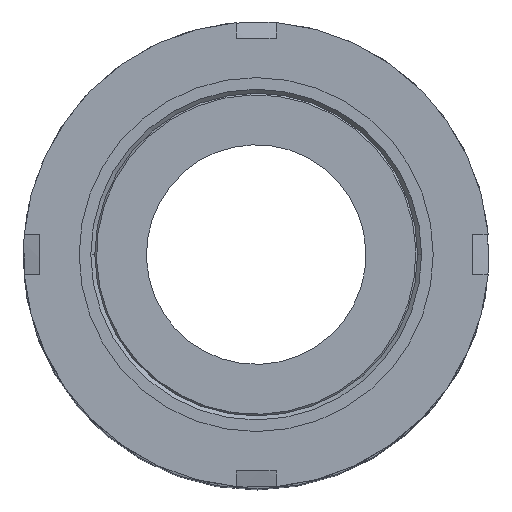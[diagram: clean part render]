
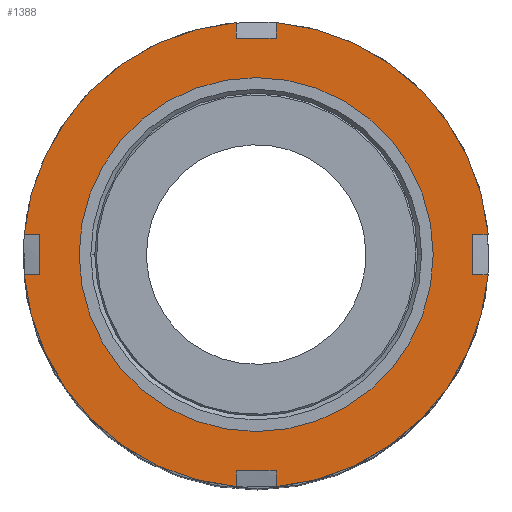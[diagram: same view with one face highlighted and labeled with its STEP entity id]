
A CAD part, front view. The second image highlights one B-rep face of the part: STEP entity #1388.
In plain terms, the highlighted planar face has unit normal (0, -1, 0).
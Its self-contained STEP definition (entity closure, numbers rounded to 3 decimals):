
#38 = EDGE_CURVE ( 'NONE', #1697, #1432, #1994, .T. ) ;
#54 = DIRECTION ( 'NONE',  ( 0., 0., -1. ) ) ;
#62 = LINE ( 'NONE', #217, #1315 ) ;
#67 = DIRECTION ( 'NONE',  ( -1., 0., 0. ) ) ;
#80 = LINE ( 'NONE', #4086, #3561 ) ;
#90 = DIRECTION ( 'NONE',  ( -1., 0., 0. ) ) ;
#103 = ORIENTED_EDGE ( 'NONE', *, *, #1814, .F. ) ;
#130 = DIRECTION ( 'NONE',  ( -1., 0., 0. ) ) ;
#150 = EDGE_CURVE ( 'NONE', #2860, #1914, #3992, .T. ) ;
#167 = ORIENTED_EDGE ( 'NONE', *, *, #3154, .T. ) ;
#191 = EDGE_LOOP ( 'NONE', ( #3863, #1648, #786, #2335, #2920, #1348, #897, #103, #3398, #1195, #3582, #2650, #2001, #1116, #167, #1700 ) ) ;
#217 = CARTESIAN_POINT ( 'NONE',  ( 3., -23.269, 0. ) ) ;
#281 = VECTOR ( 'NONE', #697, 1000. ) ;
#372 = CARTESIAN_POINT ( 'NONE',  ( 32.5, -23.269, 3. ) ) ;
#380 = LINE ( 'NONE', #1821, #957 ) ;
#390 = DIRECTION ( 'NONE',  ( -1., 0., 0. ) ) ;
#448 = CARTESIAN_POINT ( 'NONE',  ( -32.5, -23.269, -3. ) ) ;
#468 = CARTESIAN_POINT ( 'NONE',  ( 0., -23.269, 0. ) ) ;
#588 = CARTESIAN_POINT ( 'NONE',  ( 26.6, -23.269, -3. ) ) ;
#643 = CIRCLE ( 'NONE', #3623, 35. ) ;
#697 = DIRECTION ( 'NONE',  ( 0., 0., 1. ) ) ;
#735 = VECTOR ( 'NONE', #3335, 1000. ) ;
#770 = DIRECTION ( 'NONE',  ( 1., 0., 0. ) ) ;
#786 = ORIENTED_EDGE ( 'NONE', *, *, #2477, .T. ) ;
#802 = CARTESIAN_POINT ( 'NONE',  ( -3., -23.269, 34.871 ) ) ;
#875 = CARTESIAN_POINT ( 'NONE',  ( -3., -23.269, -32.5 ) ) ;
#897 = ORIENTED_EDGE ( 'NONE', *, *, #3462, .T. ) ;
#912 = CIRCLE ( 'NONE', #2345, 35. ) ;
#957 = VECTOR ( 'NONE', #1164, 1000. ) ;
#994 = LINE ( 'NONE', #3100, #3347 ) ;
#1004 = CARTESIAN_POINT ( 'NONE',  ( -32.5, -23.269, 0. ) ) ;
#1022 = CARTESIAN_POINT ( 'NONE',  ( 34.871, -23.269, -3. ) ) ;
#1052 = VECTOR ( 'NONE', #67, 1000. ) ;
#1102 = VECTOR ( 'NONE', #3932, 1000. ) ;
#1116 = ORIENTED_EDGE ( 'NONE', *, *, #2362, .F. ) ;
#1164 = DIRECTION ( 'NONE',  ( 1., 0., 0. ) ) ;
#1195 = ORIENTED_EDGE ( 'NONE', *, *, #1940, .F. ) ;
#1315 = VECTOR ( 'NONE', #3178, 1000. ) ;
#1348 = ORIENTED_EDGE ( 'NONE', *, *, #2588, .F. ) ;
#1369 = CARTESIAN_POINT ( 'NONE',  ( 26.6, -23.269, 0. ) ) ;
#1386 = EDGE_CURVE ( 'NONE', #2278, #2297, #1390, .T. ) ;
#1388 = ADVANCED_FACE ( 'NONE', ( #2982, #3254 ), #3463, .F. ) ;
#1390 = LINE ( 'NONE', #3819, #3872 ) ;
#1399 = DIRECTION ( 'NONE',  ( 0., 1., 0. ) ) ;
#1414 = CARTESIAN_POINT ( 'NONE',  ( -3., -23.269, -34.871 ) ) ;
#1429 = DIRECTION ( 'NONE',  ( 0., 1., 0. ) ) ;
#1432 = VERTEX_POINT ( 'NONE', #1414 ) ;
#1488 = CARTESIAN_POINT ( 'NONE',  ( 3., -23.269, -32.5 ) ) ;
#1491 = VECTOR ( 'NONE', #2112, 1000. ) ;
#1505 = AXIS2_PLACEMENT_3D ( 'NONE', #3440, #1399, #3770 ) ;
#1648 = ORIENTED_EDGE ( 'NONE', *, *, #2610, .F. ) ;
#1697 = VERTEX_POINT ( 'NONE', #875 ) ;
#1700 = ORIENTED_EDGE ( 'NONE', *, *, #2340, .F. ) ;
#1772 = CARTESIAN_POINT ( 'NONE',  ( 0., -23.269, 0. ) ) ;
#1780 = EDGE_CURVE ( 'NONE', #2282, #3074, #2182, .T. ) ;
#1814 = EDGE_CURVE ( 'NONE', #2539, #3143, #1981, .T. ) ;
#1821 = CARTESIAN_POINT ( 'NONE',  ( 0., -23.269, 32.5 ) ) ;
#1849 = CARTESIAN_POINT ( 'NONE',  ( 0., -23.269, 0. ) ) ;
#1860 = CARTESIAN_POINT ( 'NONE',  ( -26.6, -23.269, 0. ) ) ;
#1914 = VERTEX_POINT ( 'NONE', #1369 ) ;
#1940 = EDGE_CURVE ( 'NONE', #2278, #3096, #80, .T. ) ;
#1967 = VERTEX_POINT ( 'NONE', #3764 ) ;
#1981 = CIRCLE ( 'NONE', #3784, 35. ) ;
#1994 = LINE ( 'NONE', #3908, #3942 ) ;
#2000 = VERTEX_POINT ( 'NONE', #448 ) ;
#2001 = ORIENTED_EDGE ( 'NONE', *, *, #3187, .F. ) ;
#2009 = CARTESIAN_POINT ( 'NONE',  ( 0., -23.269, 0. ) ) ;
#2045 = VERTEX_POINT ( 'NONE', #3448 ) ;
#2112 = DIRECTION ( 'NONE',  ( 1., 0., 0. ) ) ;
#2131 = DIRECTION ( 'NONE',  ( 0., 1., 0. ) ) ;
#2182 = LINE ( 'NONE', #3367, #1052 ) ;
#2278 = VERTEX_POINT ( 'NONE', #372 ) ;
#2282 = VERTEX_POINT ( 'NONE', #2782 ) ;
#2297 = VERTEX_POINT ( 'NONE', #2466 ) ;
#2301 = EDGE_CURVE ( 'NONE', #3096, #2539, #2512, .T. ) ;
#2317 = EDGE_CURVE ( 'NONE', #1432, #2045, #912, .T. ) ;
#2319 = CARTESIAN_POINT ( 'NONE',  ( 0., -23.269, 0. ) ) ;
#2321 = CARTESIAN_POINT ( 'NONE',  ( -3., -23.269, 0. ) ) ;
#2335 = ORIENTED_EDGE ( 'NONE', *, *, #2317, .F. ) ;
#2340 = EDGE_CURVE ( 'NONE', #3074, #3710, #643, .T. ) ;
#2345 = AXIS2_PLACEMENT_3D ( 'NONE', #468, #2540, #130 ) ;
#2348 = CIRCLE ( 'NONE', #1505, 26.6 ) ;
#2352 = DIRECTION ( 'NONE',  ( 0., 0., 1. ) ) ;
#2362 = EDGE_CURVE ( 'NONE', #4253, #3832, #380, .T. ) ;
#2447 = LINE ( 'NONE', #2321, #735 ) ;
#2451 = AXIS2_PLACEMENT_3D ( 'NONE', #1772, #2131, #90 ) ;
#2466 = CARTESIAN_POINT ( 'NONE',  ( 34.871, -23.269, 3. ) ) ;
#2477 = EDGE_CURVE ( 'NONE', #2000, #2045, #2710, .T. ) ;
#2512 = LINE ( 'NONE', #3079, #1491 ) ;
#2539 = VERTEX_POINT ( 'NONE', #1022 ) ;
#2540 = DIRECTION ( 'NONE',  ( 0., 1., 0. ) ) ;
#2588 = EDGE_CURVE ( 'NONE', #2880, #1697, #4280, .T. ) ;
#2610 = EDGE_CURVE ( 'NONE', #2000, #2282, #2842, .T. ) ;
#2650 = ORIENTED_EDGE ( 'NONE', *, *, #3289, .F. ) ;
#2684 = DIRECTION ( 'NONE',  ( 0., 1., 0. ) ) ;
#2710 = LINE ( 'NONE', #588, #1102 ) ;
#2736 = DIRECTION ( 'NONE',  ( 0., 1., 0. ) ) ;
#2778 = CARTESIAN_POINT ( 'NONE',  ( 26.6, -23.269, 0. ) ) ;
#2782 = CARTESIAN_POINT ( 'NONE',  ( -32.5, -23.269, 3. ) ) ;
#2842 = LINE ( 'NONE', #1004, #281 ) ;
#2860 = VERTEX_POINT ( 'NONE', #1860 ) ;
#2867 = AXIS2_PLACEMENT_3D ( 'NONE', #2778, #1429, #3804 ) ;
#2880 = VERTEX_POINT ( 'NONE', #1488 ) ;
#2908 = ORIENTED_EDGE ( 'NONE', *, *, #3818, .T. ) ;
#2920 = ORIENTED_EDGE ( 'NONE', *, *, #38, .F. ) ;
#2982 = FACE_BOUND ( 'NONE', #3847, .T. ) ;
#3015 = CIRCLE ( 'NONE', #2451, 35. ) ;
#3074 = VERTEX_POINT ( 'NONE', #3601 ) ;
#3079 = CARTESIAN_POINT ( 'NONE',  ( 26.6, -23.269, -3. ) ) ;
#3080 = CARTESIAN_POINT ( 'NONE',  ( -3., -23.269, 32.5 ) ) ;
#3096 = VERTEX_POINT ( 'NONE', #3911 ) ;
#3100 = CARTESIAN_POINT ( 'NONE',  ( 3., -23.269, 0. ) ) ;
#3143 = VERTEX_POINT ( 'NONE', #4019 ) ;
#3154 = EDGE_CURVE ( 'NONE', #4253, #3710, #2447, .T. ) ;
#3177 = DIRECTION ( 'NONE',  ( 0., 1., 0. ) ) ;
#3178 = DIRECTION ( 'NONE',  ( 0., 0., -1. ) ) ;
#3187 = EDGE_CURVE ( 'NONE', #3832, #1967, #994, .T. ) ;
#3191 = DIRECTION ( 'NONE',  ( -1., 0., 0. ) ) ;
#3254 = FACE_OUTER_BOUND ( 'NONE', #191, .T. ) ;
#3267 = CARTESIAN_POINT ( 'NONE',  ( 3., -23.269, 32.5 ) ) ;
#3289 = EDGE_CURVE ( 'NONE', #1967, #2297, #3015, .T. ) ;
#3335 = DIRECTION ( 'NONE',  ( 0., 0., 1. ) ) ;
#3337 = ORIENTED_EDGE ( 'NONE', *, *, #150, .T. ) ;
#3347 = VECTOR ( 'NONE', #2352, 1000. ) ;
#3367 = CARTESIAN_POINT ( 'NONE',  ( 26.6, -23.269, 3. ) ) ;
#3398 = ORIENTED_EDGE ( 'NONE', *, *, #2301, .F. ) ;
#3440 = CARTESIAN_POINT ( 'NONE',  ( 0., -23.269, 0. ) ) ;
#3448 = CARTESIAN_POINT ( 'NONE',  ( -34.871, -23.269, -3. ) ) ;
#3462 = EDGE_CURVE ( 'NONE', #2880, #3143, #62, .T. ) ;
#3463 = PLANE ( 'NONE',  #2867 ) ;
#3561 = VECTOR ( 'NONE', #54, 1000. ) ;
#3582 = ORIENTED_EDGE ( 'NONE', *, *, #1386, .T. ) ;
#3601 = CARTESIAN_POINT ( 'NONE',  ( -34.871, -23.269, 3. ) ) ;
#3613 = CARTESIAN_POINT ( 'NONE',  ( 0., -23.269, -32.5 ) ) ;
#3618 = AXIS2_PLACEMENT_3D ( 'NONE', #2319, #2684, #3693 ) ;
#3623 = AXIS2_PLACEMENT_3D ( 'NONE', #1849, #3177, #3191 ) ;
#3693 = DIRECTION ( 'NONE',  ( -1., 0., 0. ) ) ;
#3710 = VERTEX_POINT ( 'NONE', #802 ) ;
#3764 = CARTESIAN_POINT ( 'NONE',  ( 3., -23.269, 34.871 ) ) ;
#3770 = DIRECTION ( 'NONE',  ( -1., 0., 0. ) ) ;
#3784 = AXIS2_PLACEMENT_3D ( 'NONE', #2009, #2736, #390 ) ;
#3804 = DIRECTION ( 'NONE',  ( -1., 0., 0. ) ) ;
#3818 = EDGE_CURVE ( 'NONE', #1914, #2860, #2348, .T. ) ;
#3819 = CARTESIAN_POINT ( 'NONE',  ( 26.6, -23.269, 3. ) ) ;
#3832 = VERTEX_POINT ( 'NONE', #3267 ) ;
#3847 = EDGE_LOOP ( 'NONE', ( #3337, #2908 ) ) ;
#3863 = ORIENTED_EDGE ( 'NONE', *, *, #1780, .F. ) ;
#3872 = VECTOR ( 'NONE', #770, 1000. ) ;
#3908 = CARTESIAN_POINT ( 'NONE',  ( -3., -23.269, 0. ) ) ;
#3911 = CARTESIAN_POINT ( 'NONE',  ( 32.5, -23.269, -3. ) ) ;
#3925 = VECTOR ( 'NONE', #3950, 1000. ) ;
#3932 = DIRECTION ( 'NONE',  ( -1., 0., 0. ) ) ;
#3942 = VECTOR ( 'NONE', #4236, 1000. ) ;
#3950 = DIRECTION ( 'NONE',  ( -1., 0., 0. ) ) ;
#3992 = CIRCLE ( 'NONE', #3618, 26.6 ) ;
#4019 = CARTESIAN_POINT ( 'NONE',  ( 3., -23.269, -34.871 ) ) ;
#4086 = CARTESIAN_POINT ( 'NONE',  ( 32.5, -23.269, 0. ) ) ;
#4236 = DIRECTION ( 'NONE',  ( 0., 0., -1. ) ) ;
#4253 = VERTEX_POINT ( 'NONE', #3080 ) ;
#4280 = LINE ( 'NONE', #3613, #3925 ) ;
